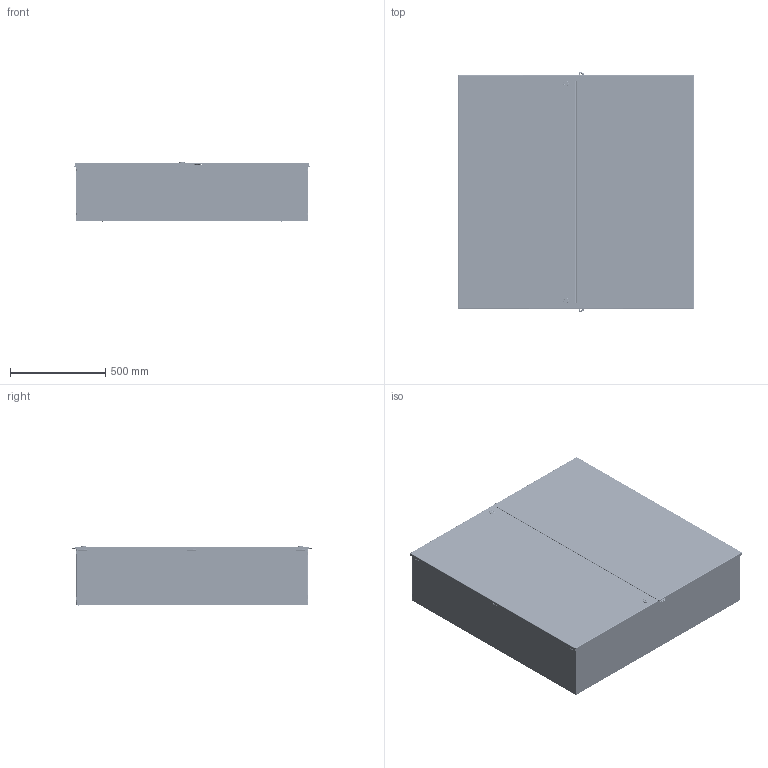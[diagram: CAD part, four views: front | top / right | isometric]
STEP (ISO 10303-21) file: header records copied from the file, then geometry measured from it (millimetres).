
FILE_DESCRIPTION(/* description */ ('1100MCDD 48" x 48" x 12" Assembly'),/* implementation_level */ '2;1');
FILE_NAME(/* name */ '1100MCDD484812.stp',/* time_stamp */ '2025-06-17T16:23:33-04:00',/* author */ ('BoxCad'),/* organization */ (''),/* preprocessor_version */ 'ST-DEVELOPER v20',/* originating_system */ 'Autodesk Inventor 2024',/* authorisation */ '');
FILE_SCHEMA (('AUTOMOTIVE_DESIGN { 1 0 10303 214 3 1 1 }'));
Products named in the file (27): 1100MCDD484812; 1100MCDD484812B; 1100MCDD484812B-P; 1100MCDD484812BT-P; 1100MCDD484812T-P; STK-Q-33510-1; STK-Q-33510-2; STK-Q-33510; STK-Q-33410-4; STK-Q-33410-5; STK-Q-33410-6; STK-Q-33410-A; STK-Q-33410-B; STK-Q-16005; 1100MCDD484812LD; 1100MCDD484812LD-P; STK-Q-78643; STK-Q-78631; STK-Q-78642; 1100MCDD484812FD; 1100MCDD484812FD-P; STK-Q-79000; STK-Q-05020; STK-Q-07310; 1100MCDD484812IP; 1100MCDD484812IP-P; STK-P-02400S
Assembly tree (64 placements, depth 4):
  1100MCDD484812
    1100MCDD484812B
      1100MCDD484812B-P
      1100MCDD484812BT-P
      1100MCDD484812T-P
      STK-Q-33510-1
        STK-Q-33410-A
        STK-Q-33410-B
      STK-Q-33510-2
        STK-Q-33410-A
        STK-Q-33410-B
      STK-Q-33510
        STK-Q-33410-A
        STK-Q-33410-B
      STK-Q-33410-4
        STK-Q-33410-A
        STK-Q-33410-B
      STK-Q-33410-5
        STK-Q-33410-A
        STK-Q-33410-B
      STK-Q-33410-6
        STK-Q-33410-A
        STK-Q-33410-B
      STK-Q-16005  x8
      STK-P-02400S
    1100MCDD484812LD
      1100MCDD484812LD-P
      STK-Q-78631  x2
      STK-Q-78643
      STK-Q-78642
      STK-P-02400S
    1100MCDD484812FD
      1100MCDD484812FD-P
      STK-P-02400S
    STK-Q-79000  x2
    STK-Q-05020  x2
    STK-Q-07310  x16
    1100MCDD484812IP
      1100MCDD484812IP-P
      STK-P-02400S
Bounding box: 1239.01 x 1257.75 x 318.17 mm (x, y, z)
Volume: 10322749.3 mm3; surface area: 12018917.8 mm2
Topology: 50 solids, 50 shells, 12119 faces, 32818 edges, 20656 vertices
Faces by surface type: plane 4631, bspline 3752, cylinder 2878, torus 424, sphere 312, cone 122
Full cylindrical faces by diameter (mm): 0.75 x8, 0.762 x8, 4.191 x2, 4.496 x6, 4.75 x8, 5.156 x6, 6.35 x6, 6.65 x8, 6.85 x64, 7.137 x2, 7.366 x4, 7.9 x8, 9.5 x2, 10 x2, 12.7 x8, 30 x2
Entity records: 162430 total; most frequent: CARTESIAN_POINT 57138, ORIENTED_EDGE 23446, DIRECTION 18943, EDGE_CURVE 11723, VERTEX_POINT 7299, AXIS2_PLACEMENT_3D 6488, LINE 5967, VECTOR 5967
